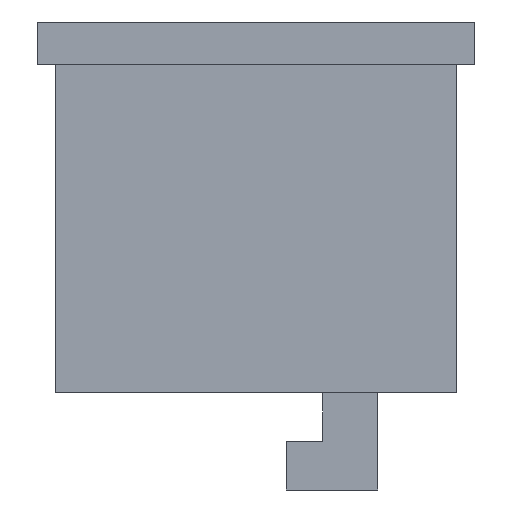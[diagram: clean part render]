
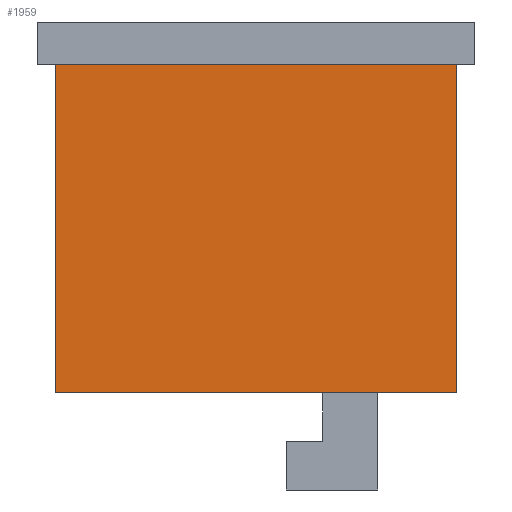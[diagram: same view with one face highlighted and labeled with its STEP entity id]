
A CAD part, left-side view. The second image highlights one B-rep face of the part: STEP entity #1959.
In plain terms, the highlighted planar face has unit normal (-1, 0, 0).
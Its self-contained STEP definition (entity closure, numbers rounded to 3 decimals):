
#229 = LINE ( 'NONE', #1321, #614 ) ;
#305 = LINE ( 'NONE', #1305, #1507 ) ;
#306 = VERTEX_POINT ( 'NONE', #1168 ) ;
#333 = DIRECTION ( 'NONE',  ( 1., 0., 0. ) ) ;
#352 = PLANE ( 'NONE',  #2430 ) ;
#361 = VERTEX_POINT ( 'NONE', #2550 ) ;
#443 = VERTEX_POINT ( 'NONE', #1553 ) ;
#545 = CARTESIAN_POINT ( 'NONE',  ( -33., -33., -61. ) ) ;
#614 = VECTOR ( 'NONE', #1141, 1000. ) ;
#733 = EDGE_CURVE ( 'NONE', #306, #361, #1637, .T. ) ;
#826 = EDGE_CURVE ( 'NONE', #989, #361, #2117, .T. ) ;
#843 = VECTOR ( 'NONE', #1479, 1000. ) ;
#922 = DIRECTION ( 'NONE',  ( 0., 1., 0. ) ) ;
#937 = DIRECTION ( 'NONE',  ( 0., 0., -1. ) ) ;
#942 = DIRECTION ( 'NONE',  ( 0., 1., 0. ) ) ;
#989 = VERTEX_POINT ( 'NONE', #2626 ) ;
#1052 = ORIENTED_EDGE ( 'NONE', *, *, #733, .F. ) ;
#1063 = ORIENTED_EDGE ( 'NONE', *, *, #1392, .F. ) ;
#1085 = ORIENTED_EDGE ( 'NONE', *, *, #826, .T. ) ;
#1141 = DIRECTION ( 'NONE',  ( 0., 0., 1. ) ) ;
#1168 = CARTESIAN_POINT ( 'NONE',  ( -33., 33., -61. ) ) ;
#1248 = CARTESIAN_POINT ( 'NONE',  ( -33., 33., -61. ) ) ;
#1264 = EDGE_LOOP ( 'NONE', ( #1085, #1052, #1063, #1548 ) ) ;
#1305 = CARTESIAN_POINT ( 'NONE',  ( -33., -33., -61. ) ) ;
#1321 = CARTESIAN_POINT ( 'NONE',  ( -33., -33., -61. ) ) ;
#1392 = EDGE_CURVE ( 'NONE', #443, #306, #305, .T. ) ;
#1479 = DIRECTION ( 'NONE',  ( 0., 0., 1. ) ) ;
#1507 = VECTOR ( 'NONE', #922, 1000. ) ;
#1548 = ORIENTED_EDGE ( 'NONE', *, *, #2056, .T. ) ;
#1553 = CARTESIAN_POINT ( 'NONE',  ( -33., -33., -61. ) ) ;
#1602 = FACE_OUTER_BOUND ( 'NONE', #1264, .T. ) ;
#1637 = LINE ( 'NONE', #1248, #843 ) ;
#1959 = ADVANCED_FACE ( 'NONE', ( #1602 ), #352, .F. ) ;
#2021 = VECTOR ( 'NONE', #942, 1000. ) ;
#2056 = EDGE_CURVE ( 'NONE', #443, #989, #229, .T. ) ;
#2117 = LINE ( 'NONE', #2142, #2021 ) ;
#2142 = CARTESIAN_POINT ( 'NONE',  ( -33., -33., -7. ) ) ;
#2430 = AXIS2_PLACEMENT_3D ( 'NONE', #545, #333, #937 ) ;
#2550 = CARTESIAN_POINT ( 'NONE',  ( -33., 33., -7. ) ) ;
#2626 = CARTESIAN_POINT ( 'NONE',  ( -33., -33., -7. ) ) ;
